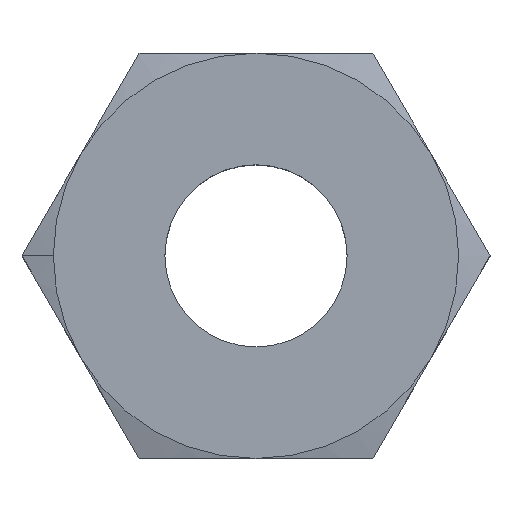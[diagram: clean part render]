
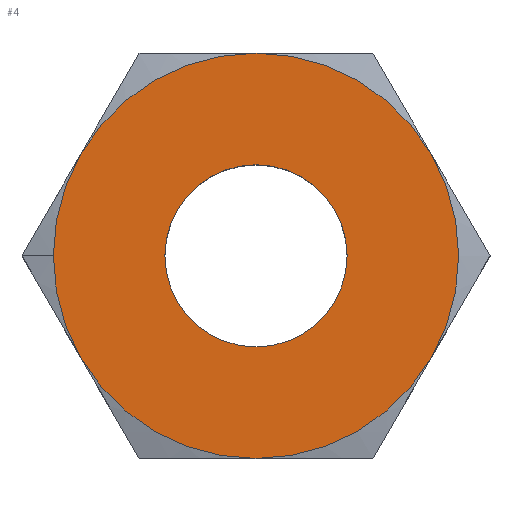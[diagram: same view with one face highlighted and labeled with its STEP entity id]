
A CAD part, top view. The second image highlights one B-rep face of the part: STEP entity #4.
In plain terms, the highlighted planar face has unit normal (0, 0, 1).
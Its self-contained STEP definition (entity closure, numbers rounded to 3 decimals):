
#4 = ADVANCED_FACE ( 'NONE', ( #486, #66 ), #674, .T. ) ;
#17 = DIRECTION ( 'NONE',  ( 1., 0., 0. ) ) ;
#18 = CARTESIAN_POINT ( 'NONE',  ( 0., 3.581, 1.61 ) ) ;
#29 = VERTEX_POINT ( 'NONE', #327 ) ;
#35 = CARTESIAN_POINT ( 'NONE',  ( 0., 0., 1.61 ) ) ;
#40 = EDGE_CURVE ( 'NONE', #608, #255, #215, .T. ) ;
#50 = CARTESIAN_POINT ( 'NONE',  ( 0., 0., 1.61 ) ) ;
#53 = CIRCLE ( 'NONE', #187, 1.61 ) ;
#57 = CARTESIAN_POINT ( 'NONE',  ( -3.581, 0., 1.61 ) ) ;
#64 = EDGE_CURVE ( 'NONE', #168, #608, #313, .T. ) ;
#66 = FACE_OUTER_BOUND ( 'NONE', #314, .T. ) ;
#88 = CIRCLE ( 'NONE', #621, 3.581 ) ;
#104 = EDGE_CURVE ( 'NONE', #721, #390, #260, .T. ) ;
#108 = EDGE_CURVE ( 'NONE', #390, #721, #53, .T. ) ;
#111 = CIRCLE ( 'NONE', #427, 3.581 ) ;
#112 = DIRECTION ( 'NONE',  ( 0., 0., 1. ) ) ;
#113 = ORIENTED_EDGE ( 'NONE', *, *, #392, .T. ) ;
#118 = DIRECTION ( 'NONE',  ( 1., 0., 0. ) ) ;
#120 = AXIS2_PLACEMENT_3D ( 'NONE', #141, #384, #17 ) ;
#121 = ORIENTED_EDGE ( 'NONE', *, *, #104, .F. ) ;
#129 = AXIS2_PLACEMENT_3D ( 'NONE', #285, #112, #644 ) ;
#131 = VERTEX_POINT ( 'NONE', #178 ) ;
#134 = EDGE_CURVE ( 'NONE', #29, #257, #544, .T. ) ;
#141 = CARTESIAN_POINT ( 'NONE',  ( 0., 0., 1.61 ) ) ;
#146 = DIRECTION ( 'NONE',  ( 0., 0., -1. ) ) ;
#149 = CIRCLE ( 'NONE', #261, 3.581 ) ;
#168 = VERTEX_POINT ( 'NONE', #538 ) ;
#173 = DIRECTION ( 'NONE',  ( 1., 0., 0. ) ) ;
#178 = CARTESIAN_POINT ( 'NONE',  ( 0., -3.581, 1.61 ) ) ;
#182 = CARTESIAN_POINT ( 'NONE',  ( 0., 0., 1.61 ) ) ;
#183 = CARTESIAN_POINT ( 'NONE',  ( 3.102, 1.791, 1.61 ) ) ;
#187 = AXIS2_PLACEMENT_3D ( 'NONE', #182, #594, #118 ) ;
#195 = DIRECTION ( 'NONE',  ( 1., 0., 0. ) ) ;
#200 = CARTESIAN_POINT ( 'NONE',  ( 0., 0., 1.61 ) ) ;
#212 = EDGE_CURVE ( 'NONE', #131, #29, #111, .T. ) ;
#215 = CIRCLE ( 'NONE', #733, 3.581 ) ;
#245 = CIRCLE ( 'NONE', #676, 3.581 ) ;
#251 = DIRECTION ( 'NONE',  ( 0., 0., 1. ) ) ;
#253 = DIRECTION ( 'NONE',  ( 0., 0., 1. ) ) ;
#255 = VERTEX_POINT ( 'NONE', #541 ) ;
#257 = VERTEX_POINT ( 'NONE', #183 ) ;
#259 = CARTESIAN_POINT ( 'NONE',  ( 0., 0., 1.61 ) ) ;
#260 = CIRCLE ( 'NONE', #334, 1.61 ) ;
#261 = AXIS2_PLACEMENT_3D ( 'NONE', #259, #146, #551 ) ;
#276 = CARTESIAN_POINT ( 'NONE',  ( 1.61, 0., 1.61 ) ) ;
#285 = CARTESIAN_POINT ( 'NONE',  ( 0., 0., 1.61 ) ) ;
#302 = CARTESIAN_POINT ( 'NONE',  ( 0., 0., 1.61 ) ) ;
#308 = CARTESIAN_POINT ( 'NONE',  ( 0., 0., 1.61 ) ) ;
#309 = EDGE_CURVE ( 'NONE', #257, #338, #88, .T. ) ;
#313 = CIRCLE ( 'NONE', #129, 3.581 ) ;
#314 = EDGE_LOOP ( 'NONE', ( #710, #627, #683, #399, #590, #113, #496 ) ) ;
#327 = CARTESIAN_POINT ( 'NONE',  ( 3.102, -1.791, 1.61 ) ) ;
#334 = AXIS2_PLACEMENT_3D ( 'NONE', #308, #597, #415 ) ;
#335 = DIRECTION ( 'NONE',  ( 0., 0., 1. ) ) ;
#338 = VERTEX_POINT ( 'NONE', #18 ) ;
#358 = EDGE_LOOP ( 'NONE', ( #728, #121 ) ) ;
#362 = DIRECTION ( 'NONE',  ( 0., 0., 1. ) ) ;
#366 = DIRECTION ( 'NONE',  ( 1., 0., 0. ) ) ;
#384 = DIRECTION ( 'NONE',  ( 0., 0., 1. ) ) ;
#390 = VERTEX_POINT ( 'NONE', #276 ) ;
#392 = EDGE_CURVE ( 'NONE', #255, #131, #245, .T. ) ;
#399 = ORIENTED_EDGE ( 'NONE', *, *, #64, .T. ) ;
#415 = DIRECTION ( 'NONE',  ( 1., 0., 0. ) ) ;
#427 = AXIS2_PLACEMENT_3D ( 'NONE', #200, #253, #195 ) ;
#478 = CARTESIAN_POINT ( 'NONE',  ( 0., 0., 1.61 ) ) ;
#486 = FACE_BOUND ( 'NONE', #358, .T. ) ;
#496 = ORIENTED_EDGE ( 'NONE', *, *, #212, .T. ) ;
#520 = DIRECTION ( 'NONE',  ( 0., 0., 1. ) ) ;
#538 = CARTESIAN_POINT ( 'NONE',  ( -3.102, 1.791, 1.61 ) ) ;
#541 = CARTESIAN_POINT ( 'NONE',  ( -3.102, -1.791, 1.61 ) ) ;
#544 = CIRCLE ( 'NONE', #596, 3.581 ) ;
#551 = DIRECTION ( 'NONE',  ( -1., 0., 0. ) ) ;
#590 = ORIENTED_EDGE ( 'NONE', *, *, #40, .T. ) ;
#594 = DIRECTION ( 'NONE',  ( 0., 0., 1. ) ) ;
#596 = AXIS2_PLACEMENT_3D ( 'NONE', #478, #362, #366 ) ;
#597 = DIRECTION ( 'NONE',  ( 0., 0., 1. ) ) ;
#608 = VERTEX_POINT ( 'NONE', #57 ) ;
#621 = AXIS2_PLACEMENT_3D ( 'NONE', #302, #251, #661 ) ;
#627 = ORIENTED_EDGE ( 'NONE', *, *, #309, .T. ) ;
#644 = DIRECTION ( 'NONE',  ( 1., 0., 0. ) ) ;
#661 = DIRECTION ( 'NONE',  ( 1., 0., 0. ) ) ;
#674 = PLANE ( 'NONE',  #120 ) ;
#675 = CARTESIAN_POINT ( 'NONE',  ( -1.61, 0., 1.61 ) ) ;
#676 = AXIS2_PLACEMENT_3D ( 'NONE', #35, #335, #681 ) ;
#681 = DIRECTION ( 'NONE',  ( 1., 0., 0. ) ) ;
#683 = ORIENTED_EDGE ( 'NONE', *, *, #711, .F. ) ;
#710 = ORIENTED_EDGE ( 'NONE', *, *, #134, .T. ) ;
#711 = EDGE_CURVE ( 'NONE', #168, #338, #149, .T. ) ;
#721 = VERTEX_POINT ( 'NONE', #675 ) ;
#728 = ORIENTED_EDGE ( 'NONE', *, *, #108, .F. ) ;
#733 = AXIS2_PLACEMENT_3D ( 'NONE', #50, #520, #173 ) ;
